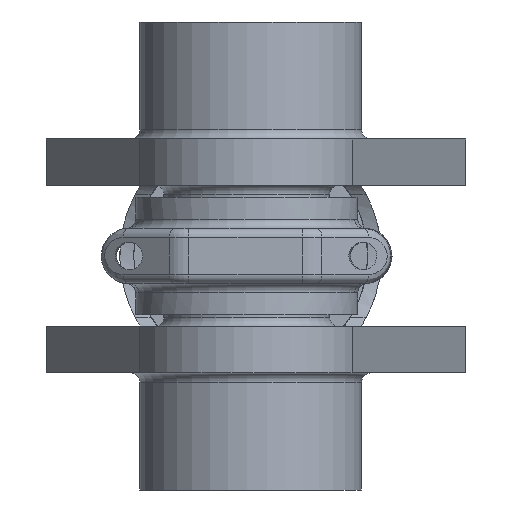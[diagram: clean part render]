
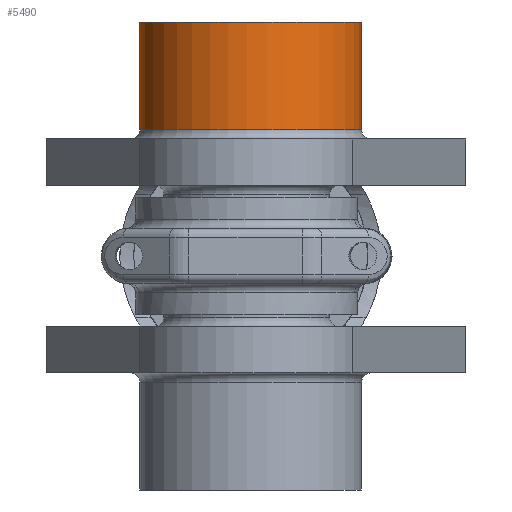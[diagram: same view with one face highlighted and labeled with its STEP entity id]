
A CAD part, front view. The second image highlights one B-rep face of the part: STEP entity #5490.
In plain terms, the highlighted cylindrical face has radius 36 mm (diameter 72 mm), a partial arc.
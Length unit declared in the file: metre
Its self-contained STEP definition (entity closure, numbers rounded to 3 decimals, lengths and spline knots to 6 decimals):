
#27 = CARTESIAN_POINT ( 'NONE',  ( 0.036, 0.044, 0.076 ) ) ;
#248 = ORIENTED_EDGE ( 'NONE', *, *, #921, .F. ) ;
#475 = DIRECTION ( 'NONE',  ( 0., 0., -1. ) ) ;
#524 = EDGE_CURVE ( 'NONE', #3411, #3323, #5008, .T. ) ;
#569 = CARTESIAN_POINT ( 'NONE',  ( -0.036, 0.044, 0.076 ) ) ;
#729 = DIRECTION ( 'NONE',  ( 0., 0., 1. ) ) ;
#921 = EDGE_CURVE ( 'NONE', #3323, #4972, #5497, .T. ) ;
#1360 = AXIS2_PLACEMENT_3D ( 'NONE', #6316, #5218, #4637 ) ;
#1870 = DIRECTION ( 'NONE',  ( 1., 0., 0. ) ) ;
#1960 = FACE_OUTER_BOUND ( 'NONE', #3160, .T. ) ;
#2105 = ORIENTED_EDGE ( 'NONE', *, *, #4969, .T. ) ;
#2175 = ORIENTED_EDGE ( 'NONE', *, *, #524, .F. ) ;
#2399 = EDGE_CURVE ( 'NONE', #3701, #4972, #5334, .T. ) ;
#3146 = LINE ( 'NONE', #569, #5259 ) ;
#3160 = EDGE_LOOP ( 'NONE', ( #248, #2175, #2105, #4621 ) ) ;
#3323 = VERTEX_POINT ( 'NONE', #27 ) ;
#3397 = AXIS2_PLACEMENT_3D ( 'NONE', #5452, #729, #1870 ) ;
#3411 = VERTEX_POINT ( 'NONE', #5675 ) ;
#3430 = AXIS2_PLACEMENT_3D ( 'NONE', #5578, #475, #4549 ) ;
#3523 = CYLINDRICAL_SURFACE ( 'NONE', #3430, 0.036 ) ;
#3646 = CARTESIAN_POINT ( 'NONE',  ( -0.036, 0.044, 0.041 ) ) ;
#3701 = VERTEX_POINT ( 'NONE', #3646 ) ;
#4015 = CARTESIAN_POINT ( 'NONE',  ( 0.036, 0.044, 0.076 ) ) ;
#4186 = DIRECTION ( 'NONE',  ( 0., 0., -1. ) ) ;
#4549 = DIRECTION ( 'NONE',  ( -1., 0., 0. ) ) ;
#4621 = ORIENTED_EDGE ( 'NONE', *, *, #2399, .T. ) ;
#4637 = DIRECTION ( 'NONE',  ( 1., 0., 0. ) ) ;
#4969 = EDGE_CURVE ( 'NONE', #3411, #3701, #3146, .T. ) ;
#4972 = VERTEX_POINT ( 'NONE', #5735 ) ;
#4985 = DIRECTION ( 'NONE',  ( 0., 0., -1. ) ) ;
#5008 = CIRCLE ( 'NONE', #1360, 0.036 ) ;
#5218 = DIRECTION ( 'NONE',  ( 0., 0., 1. ) ) ;
#5259 = VECTOR ( 'NONE', #4186, 1. ) ;
#5334 = CIRCLE ( 'NONE', #3397, 0.036 ) ;
#5452 = CARTESIAN_POINT ( 'NONE',  ( 0., 0.044, 0.041 ) ) ;
#5490 = ADVANCED_FACE ( 'NONE', ( #1960 ), #3523, .T. ) ;
#5497 = LINE ( 'NONE', #4015, #5966 ) ;
#5578 = CARTESIAN_POINT ( 'NONE',  ( 0., 0.044, 0.076 ) ) ;
#5675 = CARTESIAN_POINT ( 'NONE',  ( -0.036, 0.044, 0.076 ) ) ;
#5735 = CARTESIAN_POINT ( 'NONE',  ( 0.036, 0.044, 0.041 ) ) ;
#5966 = VECTOR ( 'NONE', #4985, 1. ) ;
#6316 = CARTESIAN_POINT ( 'NONE',  ( 0., 0.044, 0.076 ) ) ;
